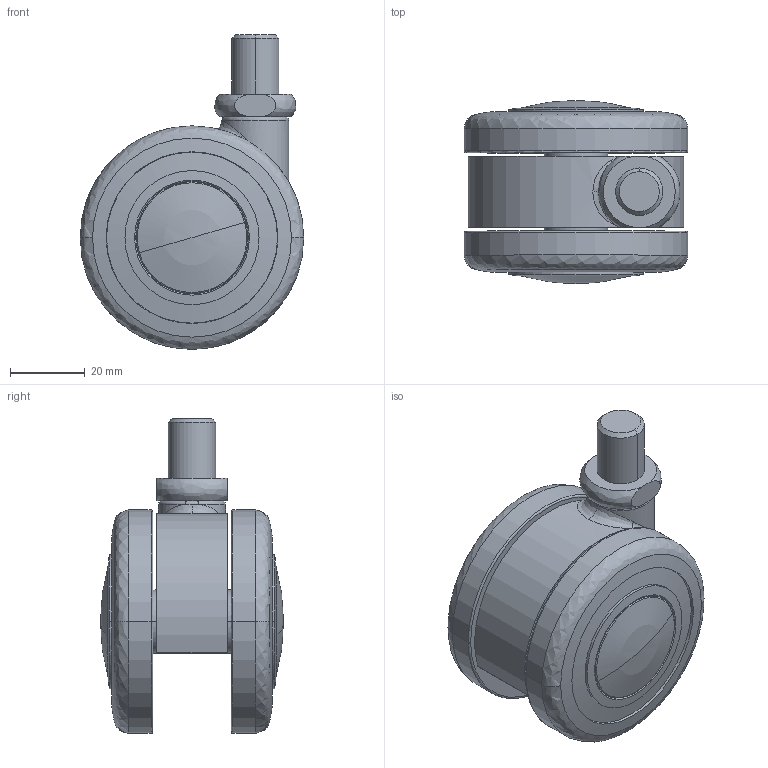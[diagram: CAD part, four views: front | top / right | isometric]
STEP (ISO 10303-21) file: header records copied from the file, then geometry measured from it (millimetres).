
FILE_DESCRIPTION( (''), '2;1');
FILE_NAME ('PC003.9704.TCA_TE60JN4P20_3438.stp','2022-11-09T09:10:26',(''),(''),'spGate 18.9.1 (****-****-****-****)','','');
FILE_SCHEMA (('AUTOMOTIVE_DESIGN'));
Length unit declared in the file: millimetre
Products named in the file (4): Assembly; TCA-TE60J_Body; TCA-TE60J_Wheel; TCA-TE60JN4P20_Shaft
Assembly tree (4 placements, depth 2):
  Assembly
    TCA-TE60J_Body
    TCA-TE60J_Wheel  x2
    TCA-TE60JN4P20_Shaft
Bounding box: 60 x 49.14 x 84.5 mm (x, y, z)
Volume: 87143.6 mm3; surface area: 32086.7 mm2
Topology: 4 solids, 4 shells, 185 faces, 447 edges, 286 vertices
Faces by surface type: cylinder 73, bspline 56, plane 46, sphere 10
Entity records: 9608 total; most frequent: CARTESIAN_POINT 3502, ORIENTED_EDGE 702, DIRECTION 636, COLOUR_RGB 499, PRESENTATION_STYLE_ASSIGNMENT 499, STYLED_ITEM 499, EDGE_CURVE 351, DRAUGHTING_PRE_DEFINED_CURVE_FONT 351
